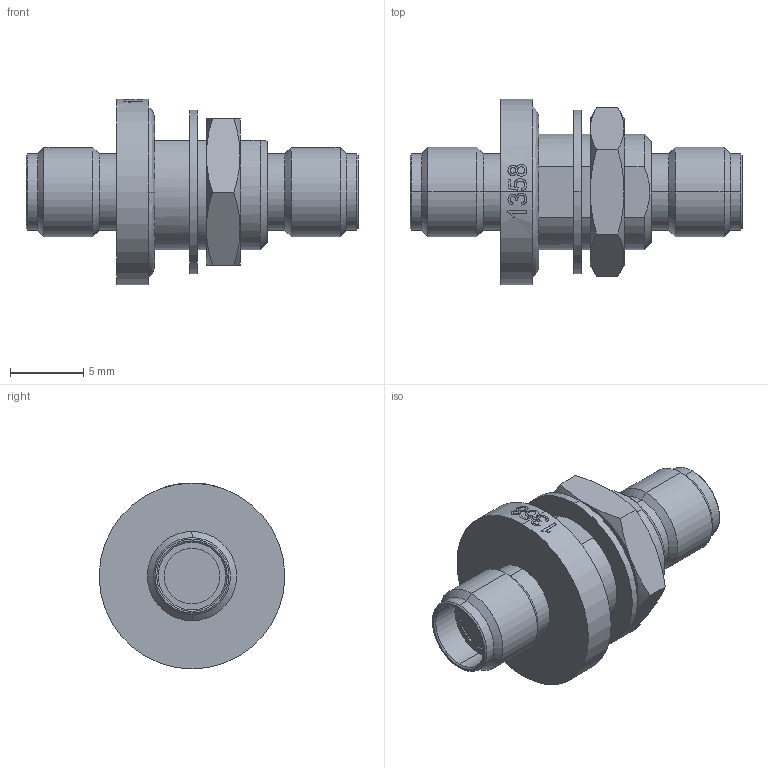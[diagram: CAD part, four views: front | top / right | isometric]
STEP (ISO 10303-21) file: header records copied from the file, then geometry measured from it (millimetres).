
FILE_DESCRIPTION (( 'STEP AP214' ), '1' );
FILE_NAME ('FMAD1358_3D.step', '2025-07-09T23:16:06', ( '' ), ( '' ), 'SwSTEP 2.0', 'SolidWorks 2022', '' );
FILE_SCHEMA (( 'AUTOMOTIVE_DESIGN' ));
Length unit declared in the file: inch
Products named in the file (5): Copy of AD-A8A8-BF1-H-E-5^FMAD1358; Copy of AD-A8A8-BF1-6^FMAD1358; FMAD1358_3D; Copy of F3200-0058-7^FMAD1358; Copy of AD-A8A8-BF1-HS-EPDM^FMAD1358
Assembly tree (4 placements, depth 2):
  FMAD1358_3D
    Copy of AD-A8A8-BF1-HS-EPDM^FMAD1358
    Copy of AD-A8A8-BF1-6^FMAD1358
    Copy of F3200-0058-7^FMAD1358
    Copy of AD-A8A8-BF1-H-E-5^FMAD1358
Bounding box: 22.7 x 12.7 x 12.71 mm (x, y, z)
Volume: 1051.2 mm3; surface area: 1446.6 mm2
Topology: 4 solids, 4 shells, 155 faces, 358 edges, 224 vertices
Faces by surface type: bspline 64, cylinder 39, plane 30, cone 22
Entity records: 7774 total; most frequent: CARTESIAN_POINT 4487, ORIENTED_EDGE 716, DIRECTION 490, EDGE_CURVE 358, VERTEX_POINT 224, AXIS2_PLACEMENT_3D 207, EDGE_LOOP 174, B_SPLINE_CURVE_WITH_KNOTS 173
